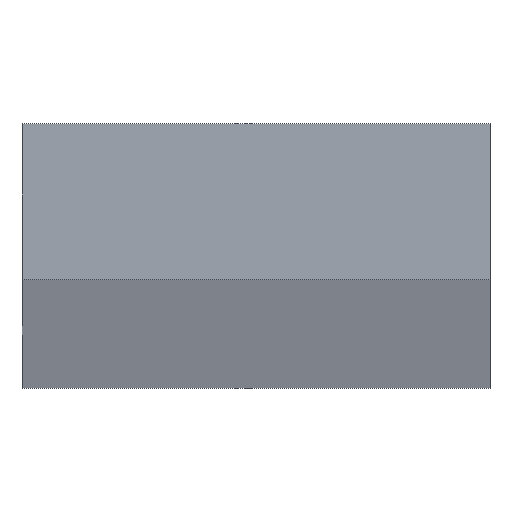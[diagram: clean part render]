
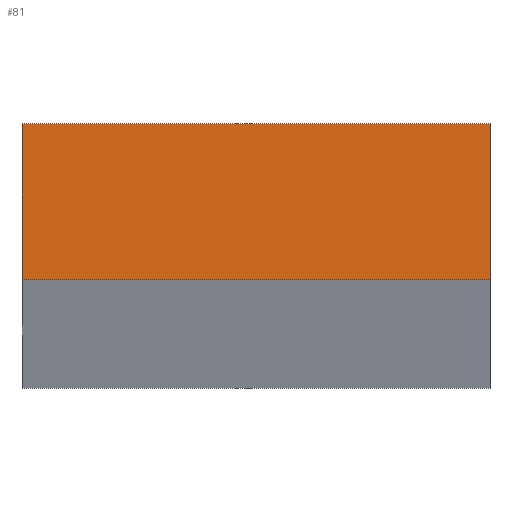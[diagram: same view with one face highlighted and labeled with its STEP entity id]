
A CAD part, top view. The second image highlights one B-rep face of the part: STEP entity #81.
In plain terms, the highlighted planar face has unit normal (0, 0, 1).
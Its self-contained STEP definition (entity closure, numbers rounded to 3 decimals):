
#6 = VECTOR ( 'NONE', #128, 1000. ) ;
#20 = VECTOR ( 'NONE', #123, 1000. ) ;
#21 = FACE_OUTER_BOUND ( 'NONE', #110, .T. ) ;
#27 = VECTOR ( 'NONE', #167, 1000. ) ;
#34 = VECTOR ( 'NONE', #125, 1000. ) ;
#36 = AXIS2_PLACEMENT_3D ( 'NONE', #175, #176, #177 ) ;
#50 = EDGE_CURVE ( 'NONE', #115, #113, #121, .T. ) ;
#51 = EDGE_CURVE ( 'NONE', #117, #155, #124, .T. ) ;
#52 = EDGE_CURVE ( 'NONE', #113, #117, #126, .T. ) ;
#60 = EDGE_CURVE ( 'NONE', #155, #115, #164, .T. ) ;
#81 = ADVANCED_FACE ( 'NONE', ( #21 ), #174, .T. ) ;
#90 = ORIENTED_EDGE ( 'NONE', *, *, #50, .T. ) ;
#91 = ORIENTED_EDGE ( 'NONE', *, *, #51, .T. ) ;
#96 = ORIENTED_EDGE ( 'NONE', *, *, #52, .T. ) ;
#100 = ORIENTED_EDGE ( 'NONE', *, *, #60, .T. ) ;
#110 = EDGE_LOOP ( 'NONE', ( #91, #100, #90, #96 ) ) ;
#113 = VERTEX_POINT ( 'NONE', #182 ) ;
#115 = VERTEX_POINT ( 'NONE', #184 ) ;
#117 = VERTEX_POINT ( 'NONE', #186 ) ;
#119 = CARTESIAN_POINT ( 'NONE',  ( -7.5, 2.5, 1000. ) ) ;
#121 = LINE ( 'NONE', #122, #20 ) ;
#122 = CARTESIAN_POINT ( 'NONE',  ( 7.5, 2.5, 1000. ) ) ;
#123 = DIRECTION ( 'NONE',  ( 0., 1., 0. ) ) ;
#124 = LINE ( 'NONE', #119, #34 ) ;
#125 = DIRECTION ( 'NONE',  ( 0., -1., 0. ) ) ;
#126 = LINE ( 'NONE', #127, #6 ) ;
#127 = CARTESIAN_POINT ( 'NONE',  ( -7.5, 2.5, 1000. ) ) ;
#128 = DIRECTION ( 'NONE',  ( -1., 0., 0. ) ) ;
#155 = VERTEX_POINT ( 'NONE', #189 ) ;
#164 = LINE ( 'NONE', #166, #27 ) ;
#166 = CARTESIAN_POINT ( 'NONE',  ( -7.5, -2.5, 1000. ) ) ;
#167 = DIRECTION ( 'NONE',  ( 1., 0., 0. ) ) ;
#174 = PLANE ( 'NONE',  #36 ) ;
#175 = CARTESIAN_POINT ( 'NONE',  ( 0., 0., 1000. ) ) ;
#176 = DIRECTION ( 'NONE',  ( 0., 0., 1. ) ) ;
#177 = DIRECTION ( 'NONE',  ( 1., 0., 0. ) ) ;
#182 = CARTESIAN_POINT ( 'NONE',  ( 7.5, 2.5, 1000. ) ) ;
#184 = CARTESIAN_POINT ( 'NONE',  ( 7.5, -2.5, 1000. ) ) ;
#186 = CARTESIAN_POINT ( 'NONE',  ( -7.5, 2.5, 1000. ) ) ;
#189 = CARTESIAN_POINT ( 'NONE',  ( -7.5, -2.5, 1000. ) ) ;
